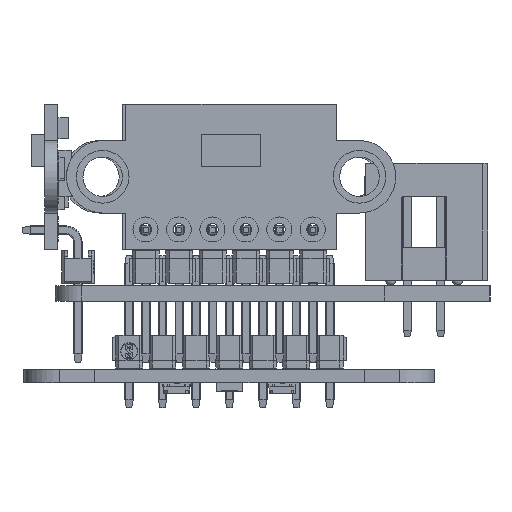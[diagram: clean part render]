
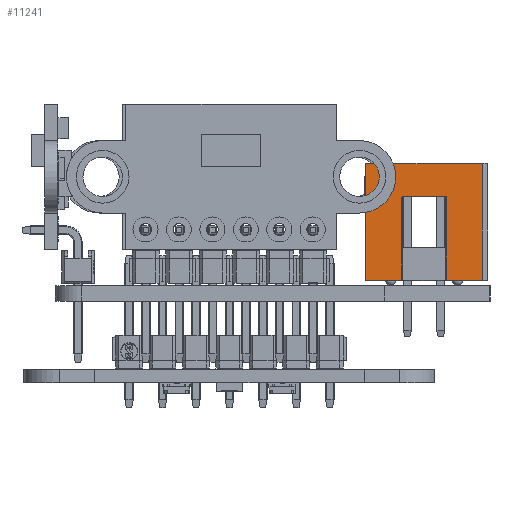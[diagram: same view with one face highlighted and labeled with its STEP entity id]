
A CAD part, left-side view. The second image highlights one B-rep face of the part: STEP entity #11241.
In plain terms, the highlighted planar face has unit normal (-1, 0, 0).
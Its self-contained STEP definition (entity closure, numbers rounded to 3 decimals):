
#6077 = VERTEX_POINT('',#6078);
#6078 = CARTESIAN_POINT('',(-13.335,-1.676,0.025));
#6705 = VERTEX_POINT('',#6706);
#6706 = CARTESIAN_POINT('',(-13.335,-4.42,0.025));
#7136 = EDGE_CURVE('',#6077,#7137,#7139,.T.);
#7137 = VERTEX_POINT('',#7138);
#7138 = CARTESIAN_POINT('',(-13.335,-1.676,6.375));
#7139 = LINE('',#7140,#7141);
#7140 = CARTESIAN_POINT('',(-13.335,-1.676,3.175));
#7141 = VECTOR('',#7142,1.);
#7142 = DIRECTION('',(0.,0.,1.));
#7900 = VERTEX_POINT('',#7901);
#7901 = CARTESIAN_POINT('',(-13.335,-4.42,8.865));
#7933 = EDGE_CURVE('',#7900,#6705,#7934,.T.);
#7934 = LINE('',#7935,#7936);
#7935 = CARTESIAN_POINT('',(-13.335,-4.42,0.));
#7936 = VECTOR('',#7937,1.);
#7937 = DIRECTION('',(0.,0.,-1.));
#8032 = VERTEX_POINT('',#8033);
#8033 = CARTESIAN_POINT('',(-13.335,1.626,6.375));
#8040 = EDGE_CURVE('',#8032,#8041,#8043,.T.);
#8041 = VERTEX_POINT('',#8042);
#8042 = CARTESIAN_POINT('',(-13.335,1.676,6.325));
#8043 = CIRCLE('',#8044,0.051);
#8044 = AXIS2_PLACEMENT_3D('',#8045,#8046,#8047);
#8045 = CARTESIAN_POINT('',(-13.335,1.626,6.325));
#8046 = DIRECTION('',(-1.,0.,0.));
#8047 = DIRECTION('',(0.,0.707,0.707));
#8064 = EDGE_CURVE('',#7137,#8032,#8065,.T.);
#8065 = LINE('',#8066,#8067);
#8066 = CARTESIAN_POINT('',(-13.335,3.048,6.375));
#8067 = VECTOR('',#8068,1.);
#8068 = DIRECTION('',(0.,1.,0.));
#8432 = VERTEX_POINT('',#8433);
#8433 = CARTESIAN_POINT('',(-13.335,4.42,8.865));
#8458 = VERTEX_POINT('',#8459);
#8459 = CARTESIAN_POINT('',(-13.335,1.676,0.025));
#8706 = VERTEX_POINT('',#8707);
#8707 = CARTESIAN_POINT('',(-13.335,4.42,0.025));
#8928 = EDGE_CURVE('',#8458,#8706,#8929,.T.);
#8929 = LINE('',#8930,#8931);
#8930 = CARTESIAN_POINT('',(-13.335,2.223,0.025));
#8931 = VECTOR('',#8932,1.);
#8932 = DIRECTION('',(0.,1.,0.));
#8950 = EDGE_CURVE('',#8706,#8432,#8951,.T.);
#8951 = LINE('',#8952,#8953);
#8952 = CARTESIAN_POINT('',(-13.335,4.42,0.));
#8953 = VECTOR('',#8954,1.);
#8954 = DIRECTION('',(0.,0.,1.));
#9009 = EDGE_CURVE('',#8041,#8458,#9010,.T.);
#9010 = LINE('',#9011,#9012);
#9011 = CARTESIAN_POINT('',(-13.335,1.676,0.));
#9012 = VECTOR('',#9013,1.);
#9013 = DIRECTION('',(0.,0.,-1.));
#9038 = EDGE_CURVE('',#8432,#7900,#9039,.T.);
#9039 = LINE('',#9040,#9041);
#9040 = CARTESIAN_POINT('',(-13.335,2.223,8.865));
#9041 = VECTOR('',#9042,1.);
#9042 = DIRECTION('',(0.,-1.,0.));
#9610 = EDGE_CURVE('',#6705,#6077,#9611,.T.);
#9611 = LINE('',#9612,#9613);
#9612 = CARTESIAN_POINT('',(-13.335,2.223,0.025));
#9613 = VECTOR('',#9614,1.);
#9614 = DIRECTION('',(0.,1.,0.));
#11241 = ADVANCED_FACE('',(#11242),#11253,.T.);
#11242 = FACE_BOUND('',#11243,.T.);
#11243 = EDGE_LOOP('',(#11244,#11245,#11246,#11247,#11248,#11249,#11250,
    #11251,#11252));
#11244 = ORIENTED_EDGE('',*,*,#8928,.F.);
#11245 = ORIENTED_EDGE('',*,*,#9009,.F.);
#11246 = ORIENTED_EDGE('',*,*,#8040,.F.);
#11247 = ORIENTED_EDGE('',*,*,#8064,.F.);
#11248 = ORIENTED_EDGE('',*,*,#7136,.F.);
#11249 = ORIENTED_EDGE('',*,*,#9610,.F.);
#11250 = ORIENTED_EDGE('',*,*,#7933,.F.);
#11251 = ORIENTED_EDGE('',*,*,#9038,.F.);
#11252 = ORIENTED_EDGE('',*,*,#8950,.F.);
#11253 = PLANE('',#11254);
#11254 = AXIS2_PLACEMENT_3D('',#11255,#11256,#11257);
#11255 = CARTESIAN_POINT('',(-13.335,4.445,0.));
#11256 = DIRECTION('',(-1.,0.,0.));
#11257 = DIRECTION('',(0.,-1.,0.));
